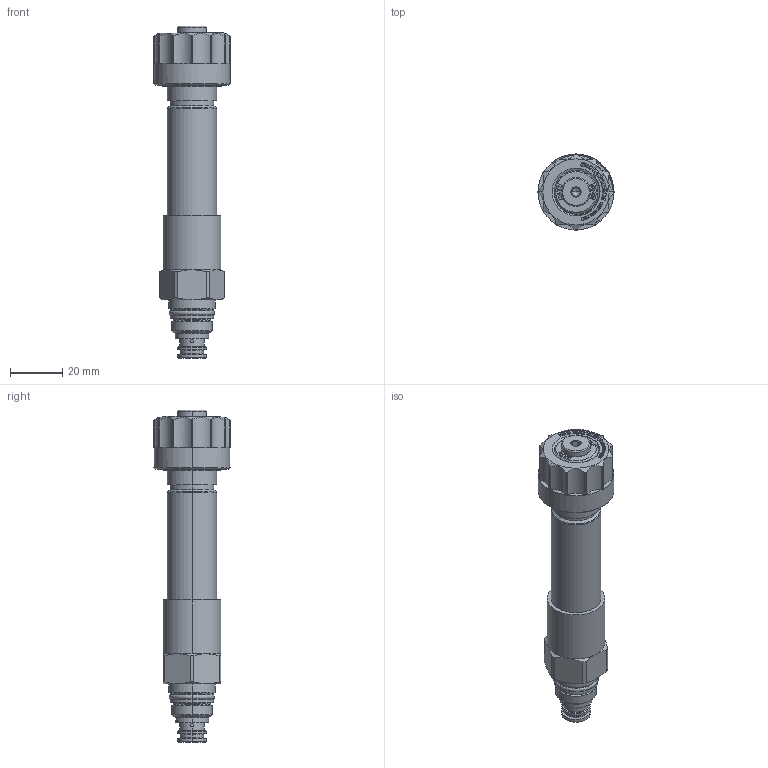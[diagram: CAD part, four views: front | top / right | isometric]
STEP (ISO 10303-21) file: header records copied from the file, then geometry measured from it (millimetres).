
FILE_DESCRIPTION((''),'2;1');
FILE_NAME('RBAN-XAN_PRT','2016-10-21T',('Administrator'),(''),'PRO/ENGINEER BY PARAMETRIC TECHNOLOGY CORPORATION, 2006240','PRO/ENGINEER BY PARAMETRIC TECHNOLOGY CORPORATION, 2006240','');
FILE_SCHEMA(('CONFIG_CONTROL_DESIGN'));
Length unit declared in the file: inch
Products named in the file (1): RBAN-XAN_PRT
Bounding box: 29.21 x 29.21 x 127.33 mm (x, y, z)
Volume: 27917.2 mm3; surface area: 21356.4 mm2
Topology: 4 solids, 6 shells, 1065 faces, 2798 edges, 1814 vertices
Faces by surface type: plane 770, cylinder 156, cone 85, torus 44, revolution 6, bspline 4
Entity records: 34821 total; most frequent: CARTESIAN_POINT 8356, ORIENTED_EDGE 5588, DIRECTION 5251, EDGE_CURVE 2794, VECTOR 2211, LINE 2211, VERTEX_POINT 1814, AXIS2_PLACEMENT_3D 1517
